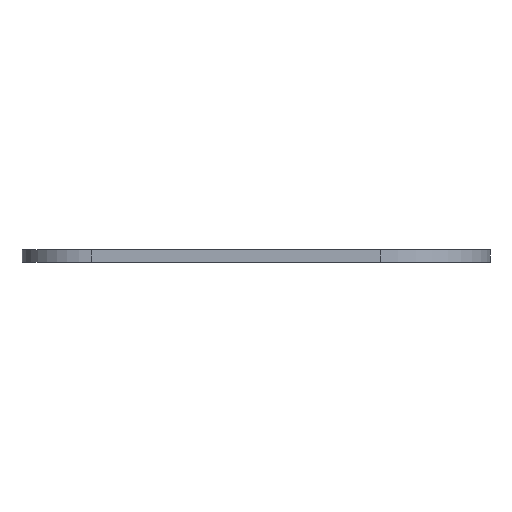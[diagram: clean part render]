
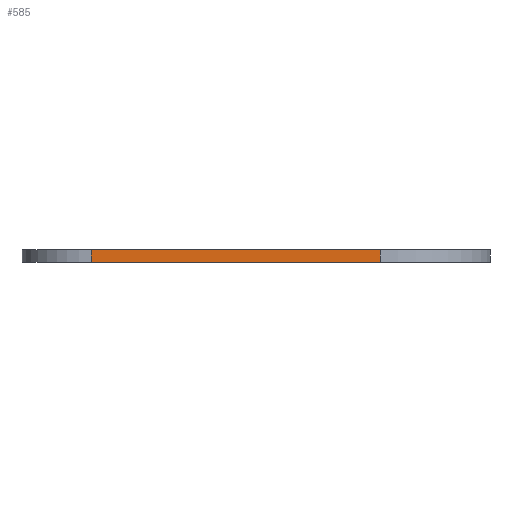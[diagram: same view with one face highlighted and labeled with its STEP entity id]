
A CAD part, front view. The second image highlights one B-rep face of the part: STEP entity #585.
In plain terms, the highlighted planar face has unit normal (0, -1, 0).
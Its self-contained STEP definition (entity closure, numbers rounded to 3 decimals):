
#38 = LINE ( 'NONE', #1630, #1556 ) ;
#70 = EDGE_LOOP ( 'NONE', ( #980, #767, #1715, #1292 ) ) ;
#111 = VERTEX_POINT ( 'NONE', #1226 ) ;
#209 = CARTESIAN_POINT ( 'NONE',  ( -231.064, 14.65, 207.5 ) ) ;
#259 = CARTESIAN_POINT ( 'NONE',  ( 0., 14.65, 211.5 ) ) ;
#271 = PLANE ( 'NONE',  #783 ) ;
#280 = FACE_OUTER_BOUND ( 'NONE', #70, .T. ) ;
#525 = CARTESIAN_POINT ( 'NONE',  ( -138.977, 14.65, 207.5 ) ) ;
#539 = VECTOR ( 'NONE', #1873, 1000. ) ;
#585 = ADVANCED_FACE ( 'NONE', ( #280 ), #271, .F. ) ;
#586 = DIRECTION ( 'NONE',  ( 0., 0., -1. ) ) ;
#590 = EDGE_CURVE ( 'NONE', #1583, #1588, #839, .T. ) ;
#591 = CARTESIAN_POINT ( 'NONE',  ( -138.977, 14.65, 211.5 ) ) ;
#767 = ORIENTED_EDGE ( 'NONE', *, *, #1258, .F. ) ;
#783 = AXIS2_PLACEMENT_3D ( 'NONE', #259, #984, #1559 ) ;
#819 = VERTEX_POINT ( 'NONE', #591 ) ;
#839 = LINE ( 'NONE', #1434, #539 ) ;
#859 = CARTESIAN_POINT ( 'NONE',  ( -231.064, 14.65, 211.5 ) ) ;
#980 = ORIENTED_EDGE ( 'NONE', *, *, #590, .T. ) ;
#984 = DIRECTION ( 'NONE',  ( 0., 1., 0. ) ) ;
#1068 = VECTOR ( 'NONE', #586, 1000. ) ;
#1118 = EDGE_CURVE ( 'NONE', #111, #1583, #1330, .T. ) ;
#1177 = CARTESIAN_POINT ( 'NONE',  ( -138.977, 14.65, 211.5 ) ) ;
#1226 = CARTESIAN_POINT ( 'NONE',  ( -231.064, 14.65, 211.5 ) ) ;
#1258 = EDGE_CURVE ( 'NONE', #819, #1588, #1678, .T. ) ;
#1260 = DIRECTION ( 'NONE',  ( 0., 0., -1. ) ) ;
#1292 = ORIENTED_EDGE ( 'NONE', *, *, #1118, .T. ) ;
#1330 = LINE ( 'NONE', #859, #1068 ) ;
#1434 = CARTESIAN_POINT ( 'NONE',  ( 0., 14.65, 207.5 ) ) ;
#1458 = EDGE_CURVE ( 'NONE', #111, #819, #38, .T. ) ;
#1465 = DIRECTION ( 'NONE',  ( 1., 0., 0. ) ) ;
#1556 = VECTOR ( 'NONE', #1465, 1000. ) ;
#1559 = DIRECTION ( 'NONE',  ( -1., 0., 0. ) ) ;
#1583 = VERTEX_POINT ( 'NONE', #209 ) ;
#1588 = VERTEX_POINT ( 'NONE', #525 ) ;
#1630 = CARTESIAN_POINT ( 'NONE',  ( 0., 14.65, 211.5 ) ) ;
#1678 = LINE ( 'NONE', #1177, #1702 ) ;
#1702 = VECTOR ( 'NONE', #1260, 1000. ) ;
#1715 = ORIENTED_EDGE ( 'NONE', *, *, #1458, .F. ) ;
#1873 = DIRECTION ( 'NONE',  ( 1., 0., 0. ) ) ;
